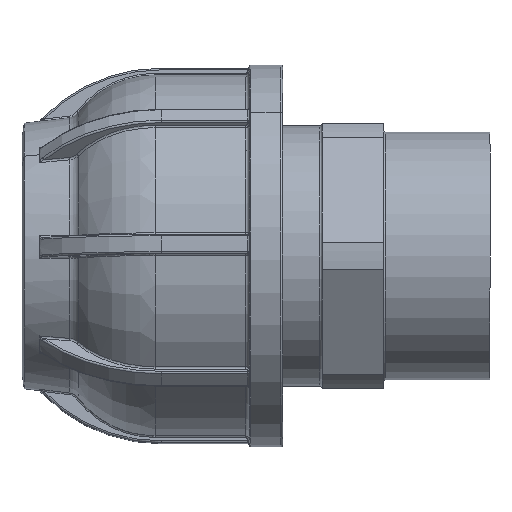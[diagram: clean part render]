
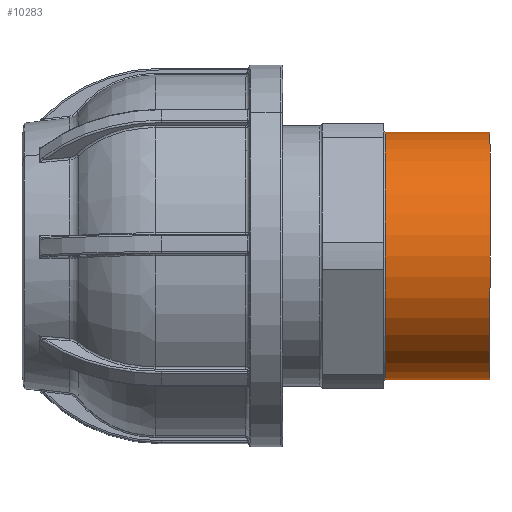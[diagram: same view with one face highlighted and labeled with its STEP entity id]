
A CAD part, front view. The second image highlights one B-rep face of the part: STEP entity #10283.
In plain terms, the highlighted cylindrical face has radius 28 mm (diameter 56 mm), a partial arc.
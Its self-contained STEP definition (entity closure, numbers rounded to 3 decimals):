
#5725 = VERTEX_POINT ( 'NONE', #12802 ) ;
#5726 = VERTEX_POINT ( 'NONE', #12803 ) ;
#5727 = VERTEX_POINT ( 'NONE', #12804 ) ;
#5728 = VERTEX_POINT ( 'NONE', #12805 ) ;
#5922 = ORIENTED_EDGE ( 'NONE', *, *, #14146, .T. ) ;
#5923 = ORIENTED_EDGE ( 'NONE', *, *, #14147, .T. ) ;
#5924 = ORIENTED_EDGE ( 'NONE', *, *, #14145, .T. ) ;
#5925 = ORIENTED_EDGE ( 'NONE', *, *, #14148, .F. ) ;
#6601 = EDGE_LOOP ( 'NONE', ( #5922, #5924, #5923, #5925 ) ) ;
#10283 = ADVANCED_FACE ( 'NONE', ( #30295 ), #30296, .T. ) ;
#12802 = CARTESIAN_POINT ( 'NONE',  ( -23.75, -96.422, -28. ) ) ;
#12803 = CARTESIAN_POINT ( 'NONE',  ( -23.75, -96.422, 28. ) ) ;
#12804 = CARTESIAN_POINT ( 'NONE',  ( 0., -96.422, 28. ) ) ;
#12805 = CARTESIAN_POINT ( 'NONE',  ( 0., -96.422, -28. ) ) ;
#14145 = EDGE_CURVE ( 'NONE', #5727, #5726, #26133, .T. ) ;
#14146 = EDGE_CURVE ( 'NONE', #5728, #5727, #22598, .T. ) ;
#14147 = EDGE_CURVE ( 'NONE', #5726, #5725, #22596, .T. ) ;
#14148 = EDGE_CURVE ( 'NONE', #5728, #5725, #26134, .T. ) ;
#15973 = AXIS2_PLACEMENT_3D ( 'NONE', #19076, #19077, #19078 ) ;
#19076 = CARTESIAN_POINT ( 'NONE',  ( -24., -96.422, 0. ) ) ;
#19077 = DIRECTION ( 'NONE',  ( -1., 0., 0. ) ) ;
#19078 = DIRECTION ( 'NONE',  ( 0., 0., -1. ) ) ;
#22596 = CIRCLE ( 'NONE', #22601, 28. ) ;
#22598 = CIRCLE ( 'NONE', #22600, 28. ) ;
#22599 = VECTOR ( 'NONE', #26661, 1000. ) ;
#22600 = AXIS2_PLACEMENT_3D ( 'NONE', #26662, #26663, #26664 ) ;
#22601 = AXIS2_PLACEMENT_3D ( 'NONE', #26665, #26666, #26667 ) ;
#22603 = VECTOR ( 'NONE', #26669, 1000. ) ;
#26133 = LINE ( 'NONE', #26660, #22599 ) ;
#26134 = LINE ( 'NONE', #26668, #22603 ) ;
#26660 = CARTESIAN_POINT ( 'NONE',  ( -24., -96.422, 28. ) ) ;
#26661 = DIRECTION ( 'NONE',  ( -1., 0., 0. ) ) ;
#26662 = CARTESIAN_POINT ( 'NONE',  ( 0., -96.422, 0. ) ) ;
#26663 = DIRECTION ( 'NONE',  ( -1., 0., 0. ) ) ;
#26664 = DIRECTION ( 'NONE',  ( 0., 0., -1. ) ) ;
#26665 = CARTESIAN_POINT ( 'NONE',  ( -23.75, -96.422, 0. ) ) ;
#26666 = DIRECTION ( 'NONE',  ( 1., 0., 0. ) ) ;
#26667 = DIRECTION ( 'NONE',  ( 0., 0., -1. ) ) ;
#26668 = CARTESIAN_POINT ( 'NONE',  ( -24., -96.422, -28. ) ) ;
#26669 = DIRECTION ( 'NONE',  ( -1., 0., 0. ) ) ;
#30295 = FACE_OUTER_BOUND ( 'NONE', #6601, .T. ) ;
#30296 = CYLINDRICAL_SURFACE ( 'NONE', #15973, 28. ) ;
